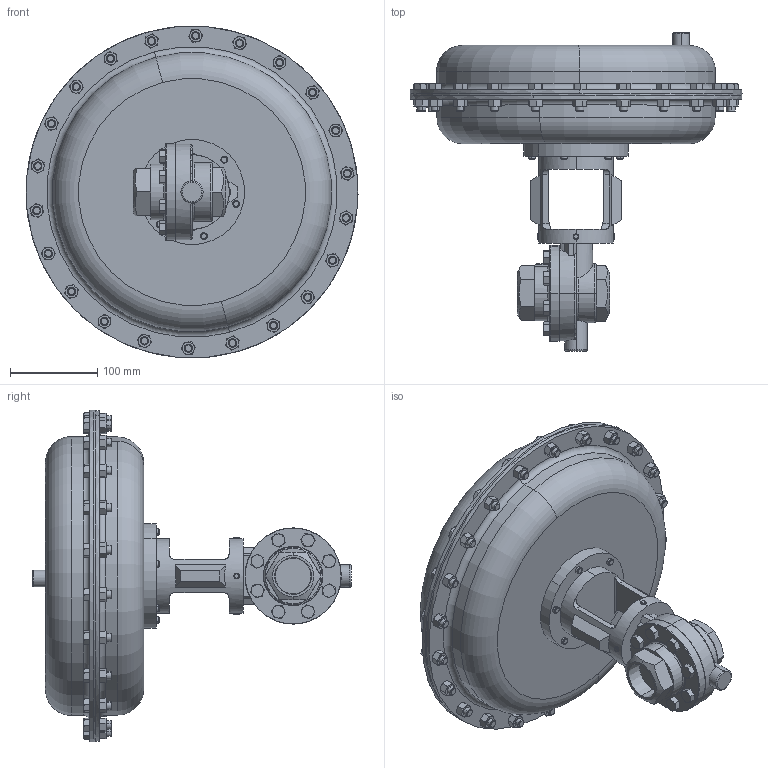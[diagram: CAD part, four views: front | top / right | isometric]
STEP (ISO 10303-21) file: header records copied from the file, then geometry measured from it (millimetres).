
FILE_DESCRIPTION (( 'STEP AP203' ), '1' );
FILE_NAME ('70-125-DI+BR-PT-85M.STEP', '2017-08-30T17:14:25', ( '' ), ( '' ), 'SwSTEP 2.0', 'SolidWorks 2014', '' );
FILE_SCHEMA (( 'CONFIG_CONTROL_DESIGN' ));
Length unit declared in the file: inch
Products named in the file (1): 70-125-DI+BR-PT-85M
Bounding box: 380.96 x 365.29 x 380.89 mm (x, y, z)
Volume: 10110741.1 mm3; surface area: 419688.1 mm2
Topology: 1 solids, 1 shells, 1182 faces, 2696 edges, 1615 vertices
Faces by surface type: cone 520, plane 488, cylinder 113, bspline 36, torus 25
Entity records: 43808 total; most frequent: CARTESIAN_POINT 18837, ORIENTED_EDGE 5392, DIRECTION 4761, EDGE_CURVE 2696, AXIS2_PLACEMENT_3D 1949, VERTEX_POINT 1615, EDGE_LOOP 1283, ADVANCED_FACE 1182
